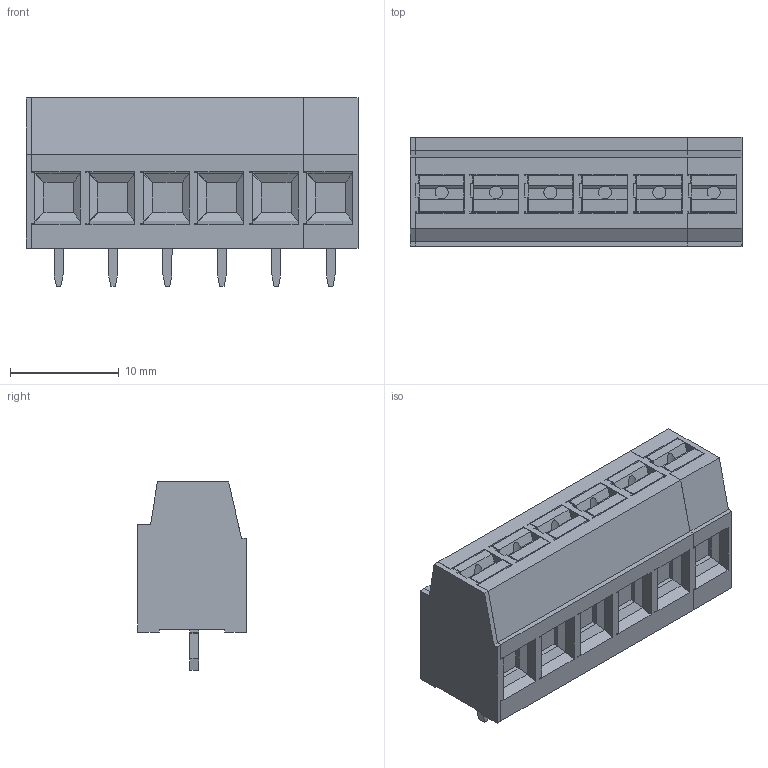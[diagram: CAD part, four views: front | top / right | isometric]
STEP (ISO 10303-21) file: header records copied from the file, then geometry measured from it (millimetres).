
FILE_DESCRIPTION(('CATIA V5 STEP Exchange','CAx-IF Rec.Pracs.--- Model Styling and Organization---1.4--- 2014-01-23'),'2;1');
FILE_NAME ('D1528869_1_2787380000_2787380000.stp','2022-04-27T13:07:02+00:00',('none'),('Weidmueller'),'CATIA Version 5-6 Release 2016 SP3 HF44','CATIA V5 STEP AP214','none');
FILE_SCHEMA(('AUTOMOTIVE_DESIGN { 1 0 10303 214 1 1 1 1 }'));
Length unit declared in the file: millimetre
Products named in the file (1): 2787380000
Bounding box: 30.5 x 10 x 17.3 mm (x, y, z)
Volume: 3613.7 mm3; surface area: 2936.9 mm2
Topology: 15 solids, 28 shells, 668 faces, 1824 edges, 1224 vertices
Faces by surface type: plane 615, cylinder 41, cone 12
Entity records: 20009 total; most frequent: CARTESIAN_POINT 4293, ORIENTED_EDGE 3648, DIRECTION 2517, EDGE_CURVE 1824, VECTOR 1631, LINE 1631, VERTEX_POINT 1224, EDGE_LOOP 692
